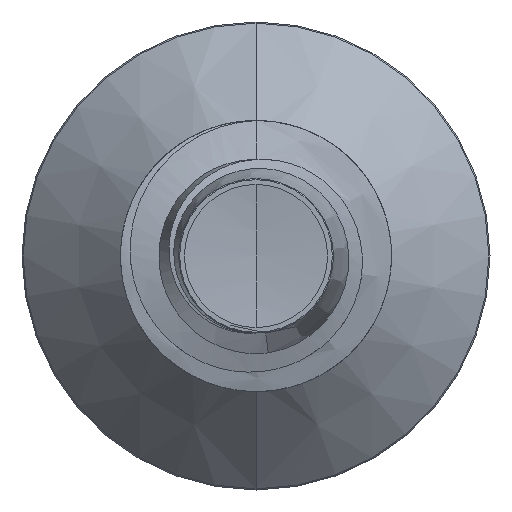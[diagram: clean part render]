
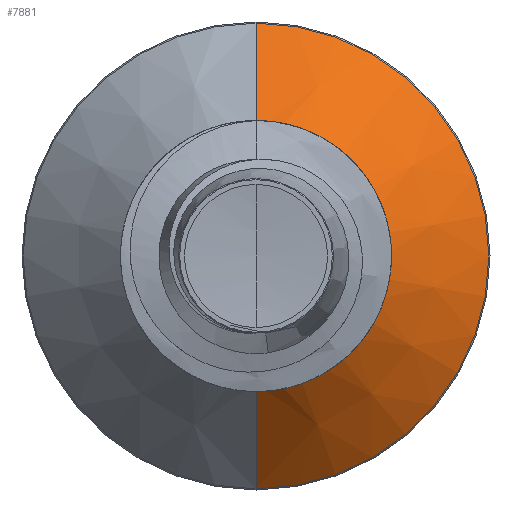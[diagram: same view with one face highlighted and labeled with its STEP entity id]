
A CAD part, front view. The second image highlights one B-rep face of the part: STEP entity #7881.
In plain terms, the highlighted conical face has half-angle 45 degrees and reference radius 1.034 mm.
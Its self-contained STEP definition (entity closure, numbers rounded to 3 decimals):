
#969 = CARTESIAN_POINT ( 'NONE',  ( 0., 7.784, -1.034 ) ) ;
#1021 = DIRECTION ( 'NONE',  ( 0., 1., 0. ) ) ;
#1553 = CARTESIAN_POINT ( 'NONE',  ( 0., 7.784, 0. ) ) ;
#2270 = VERTEX_POINT ( 'NONE', #4868 ) ;
#2630 = EDGE_CURVE ( 'NONE', #2790, #14222, #11467, .T. ) ;
#2695 = DIRECTION ( 'NONE',  ( 0., 1., 0. ) ) ;
#2790 = VERTEX_POINT ( 'NONE', #8060 ) ;
#2836 = VECTOR ( 'NONE', #5034, 1000. ) ;
#3175 = VERTEX_POINT ( 'NONE', #9567 ) ;
#3363 = CIRCLE ( 'NONE', #9785, 1.89 ) ;
#3742 = LINE ( 'NONE', #969, #9735 ) ;
#4386 = CARTESIAN_POINT ( 'NONE',  ( 0., 7.784, 0. ) ) ;
#4780 = AXIS2_PLACEMENT_3D ( 'NONE', #1553, #2695, #9909 ) ;
#4868 = CARTESIAN_POINT ( 'NONE',  ( 0., 8.64, -1.89 ) ) ;
#4920 = AXIS2_PLACEMENT_3D ( 'NONE', #4386, #12742, #5583 ) ;
#5034 = DIRECTION ( 'NONE',  ( 0., 0.707, 0.707 ) ) ;
#5126 = EDGE_LOOP ( 'NONE', ( #12593, #9606, #10083, #9247 ) ) ;
#5583 = DIRECTION ( 'NONE',  ( 0., 0., 1. ) ) ;
#7881 = ADVANCED_FACE ( 'NONE', ( #13824 ), #10327, .T. ) ;
#8060 = CARTESIAN_POINT ( 'NONE',  ( 0., 7.784, 1.034 ) ) ;
#8170 = CARTESIAN_POINT ( 'NONE',  ( 0., 8.64, 0. ) ) ;
#9247 = ORIENTED_EDGE ( 'NONE', *, *, #13514, .F. ) ;
#9370 = DIRECTION ( 'NONE',  ( 0., 0., 1. ) ) ;
#9567 = CARTESIAN_POINT ( 'NONE',  ( 0., 8.64, 1.89 ) ) ;
#9606 = ORIENTED_EDGE ( 'NONE', *, *, #14874, .T. ) ;
#9735 = VECTOR ( 'NONE', #15192, 1000. ) ;
#9785 = AXIS2_PLACEMENT_3D ( 'NONE', #8170, #1021, #9370 ) ;
#9909 = DIRECTION ( 'NONE',  ( 0., 0., 1. ) ) ;
#10083 = ORIENTED_EDGE ( 'NONE', *, *, #14988, .F. ) ;
#10327 = CONICAL_SURFACE ( 'NONE', #4780, 1.034, 0.785 ) ;
#11467 = CIRCLE ( 'NONE', #4920, 1.034 ) ;
#12242 = CARTESIAN_POINT ( 'NONE',  ( 0., 7.784, 1.034 ) ) ;
#12347 = LINE ( 'NONE', #12242, #2836 ) ;
#12593 = ORIENTED_EDGE ( 'NONE', *, *, #2630, .T. ) ;
#12742 = DIRECTION ( 'NONE',  ( 0., 1., 0. ) ) ;
#13514 = EDGE_CURVE ( 'NONE', #2790, #3175, #12347, .T. ) ;
#13824 = FACE_OUTER_BOUND ( 'NONE', #5126, .T. ) ;
#14222 = VERTEX_POINT ( 'NONE', #15044 ) ;
#14874 = EDGE_CURVE ( 'NONE', #14222, #2270, #3742, .T. ) ;
#14988 = EDGE_CURVE ( 'NONE', #3175, #2270, #3363, .T. ) ;
#15044 = CARTESIAN_POINT ( 'NONE',  ( 0., 7.784, -1.034 ) ) ;
#15192 = DIRECTION ( 'NONE',  ( 0., 0.707, -0.707 ) ) ;
